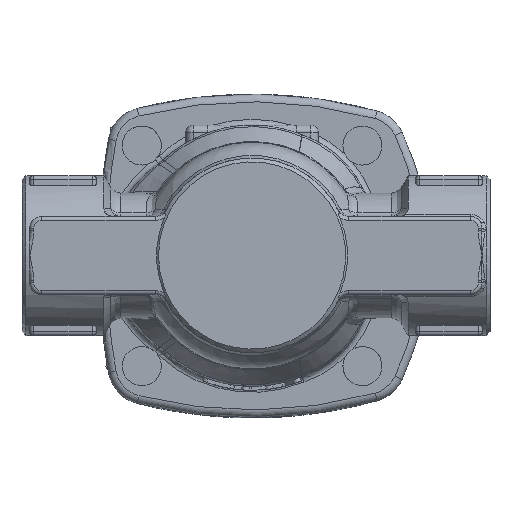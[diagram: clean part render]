
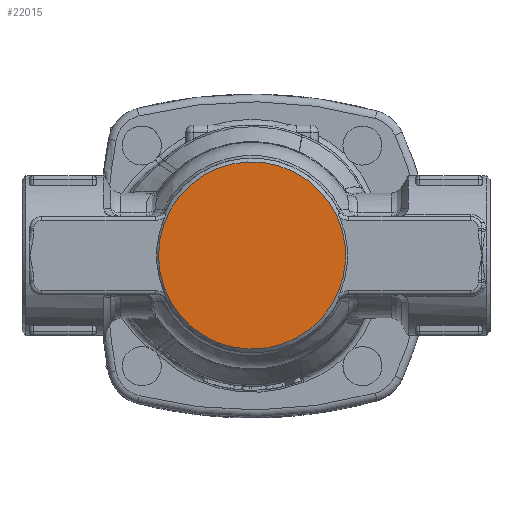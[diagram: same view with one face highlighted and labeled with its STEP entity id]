
A CAD part, top view. The second image highlights one B-rep face of the part: STEP entity #22015.
In plain terms, the highlighted planar face has unit normal (0, 0, 1).
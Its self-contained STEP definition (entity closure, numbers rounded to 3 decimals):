
#21753=CARTESIAN_POINT('',(-24.0,0.,65.0));
#21754=VERTEX_POINT('',#21753);
#21755=CARTESIAN_POINT('',(0.,0.0,65.0));
#21756=DIRECTION('',(0.0,0.0,-1.0));
#21757=DIRECTION('',(1.0,0.0,0.0));
#21758=AXIS2_PLACEMENT_3D('',#21755,#21756,#21757);
#21759=CIRCLE('',#21758,24.0);
#21760=EDGE_CURVE('',#21754,#21754,#21759,.T.);
#22007=CARTESIAN_POINT('',(-12.5,0.0,65.0));
#22008=DIRECTION('',(0.0,0.0,1.0));
#22009=DIRECTION('',(1.0,0.0,0.0));
#22010=AXIS2_PLACEMENT_3D('',#22007,#22008,#22009);
#22011=PLANE('',#22010);
#22012=ORIENTED_EDGE('',*,*,#21760,.F.);
#22013=EDGE_LOOP('',(#22012));
#22014=FACE_OUTER_BOUND('',#22013,.T.);
#22015=ADVANCED_FACE('',(#22014),#22011,.T.);
